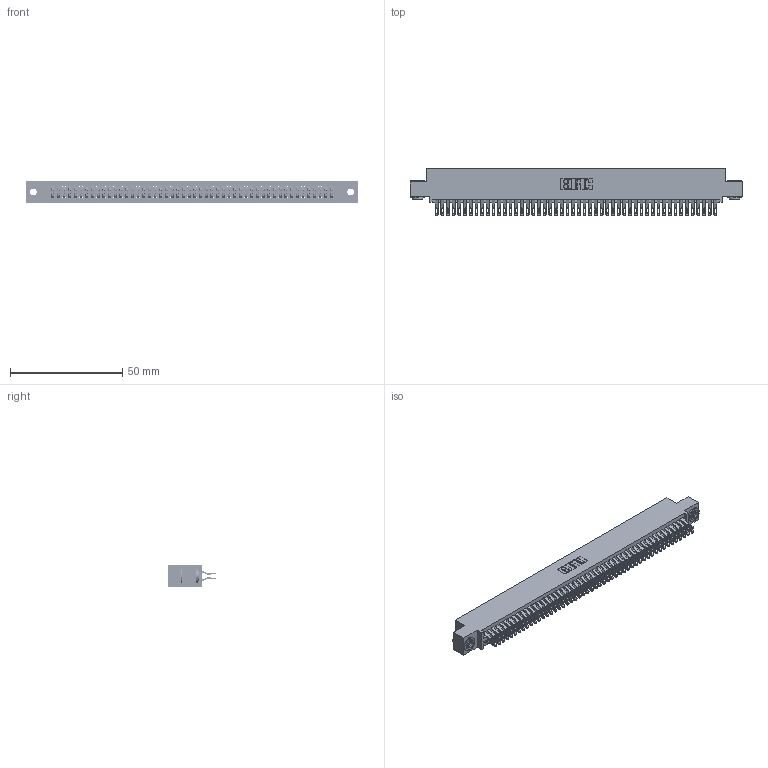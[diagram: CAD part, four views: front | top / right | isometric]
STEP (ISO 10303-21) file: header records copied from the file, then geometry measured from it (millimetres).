
FILE_DESCRIPTION (( 'STEP AP203' ), '1' );
FILE_NAME ('395-100-555-503.STEP', '2019-10-26T16:14:33', ( '' ), ( '' ), 'SwSTEP 2.0', 'SolidWorks 2016', '' );
FILE_SCHEMA (( 'CONFIG_CONTROL_DESIGN' ));
Length unit declared in the file: inch
Products named in the file (4): 345 Part_0.110 Offset - 0.156 Dia-TH; 345-292-001_555 Tail; 345-250-002_345-250-002-102; 395-100-555-503
Assembly tree (103 placements, depth 2):
  395-100-555-503
    345 Part_0.110 Offset - 0.156 Dia-TH
    345-292-001_555 Tail  x100
    345-250-002_345-250-002-102  x2
Bounding box: 148.21 x 21.13 x 9.4 mm (x, y, z)
Volume: 14707.5 mm3; surface area: 23201.7 mm2
Topology: 103 solids, 103 shells, 5768 faces, 18129 edges, 12082 vertices
Faces by surface type: plane 3194, cylinder 2566, cone 8
Entity records: 39262 total; most frequent: CARTESIAN_POINT 6585, ORIENTED_EDGE 6482, DIRECTION 5795, EDGE_CURVE 3241, VECTOR 2865, LINE 2865, VERTEX_POINT 2158, AXIS2_PLACEMENT_3D 1465
